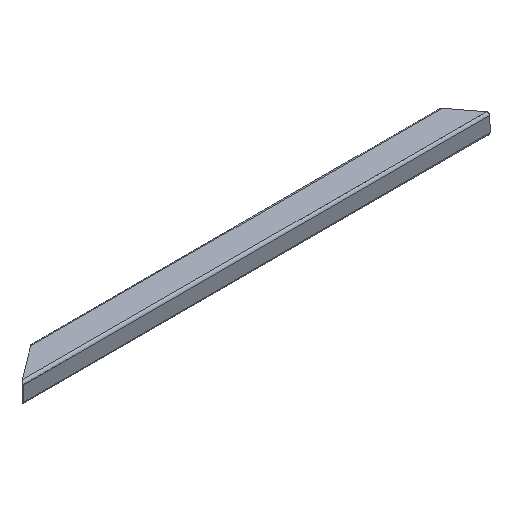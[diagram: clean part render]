
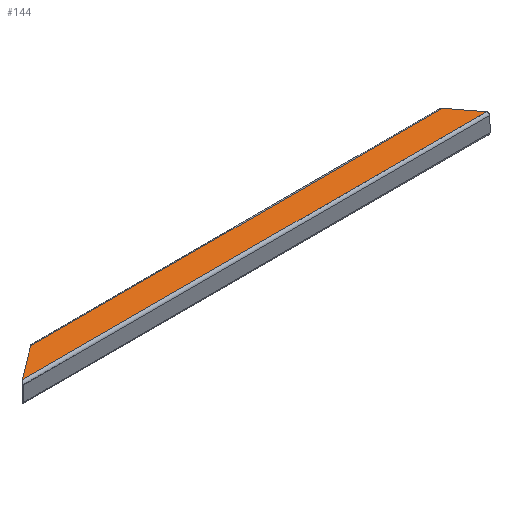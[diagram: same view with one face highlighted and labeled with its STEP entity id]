
A CAD part, isometric view. The second image highlights one B-rep face of the part: STEP entity #144.
In plain terms, the highlighted planar face has unit normal (0, 0, 1).
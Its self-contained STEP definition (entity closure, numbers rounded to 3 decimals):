
#27 = ORIENTED_EDGE ( 'NONE', *, *, #1416, .F. ) ;
#103 = VERTEX_POINT ( 'NONE', #1231 ) ;
#104 = CARTESIAN_POINT ( 'NONE',  ( -779.217, 50., 40. ) ) ;
#110 = PLANE ( 'NONE',  #1173 ) ;
#142 = ORIENTED_EDGE ( 'NONE', *, *, #1418, .F. ) ;
#144 = ADVANCED_FACE ( 'NONE', ( #661 ), #110, .T. ) ;
#186 = VECTOR ( 'NONE', #690, 1000. ) ;
#191 = VECTOR ( 'NONE', #1189, 1000. ) ;
#217 = DIRECTION ( 'NONE',  ( 1., 0., 0. ) ) ;
#262 = DIRECTION ( 'NONE',  ( 0.602, -0.799, 0. ) ) ;
#272 = CARTESIAN_POINT ( 'NONE',  ( -911.921, -50., 40. ) ) ;
#363 = DIRECTION ( 'NONE',  ( 0., 0., 1. ) ) ;
#371 = EDGE_LOOP ( 'NONE', ( #824, #142, #27, #541 ) ) ;
#380 = EDGE_CURVE ( 'NONE', #1236, #103, #859, .T. ) ;
#396 = CARTESIAN_POINT ( 'NONE',  ( 941.808, -60., 40. ) ) ;
#493 = VERTEX_POINT ( 'NONE', #1221 ) ;
#541 = ORIENTED_EDGE ( 'NONE', *, *, #380, .T. ) ;
#560 = CARTESIAN_POINT ( 'NONE',  ( -925.192, 50., 40. ) ) ;
#627 = CARTESIAN_POINT ( 'NONE',  ( -925.192, -50., 40. ) ) ;
#661 = FACE_OUTER_BOUND ( 'NONE', #371, .T. ) ;
#663 = LINE ( 'NONE', #560, #964 ) ;
#680 = CARTESIAN_POINT ( 'NONE',  ( -925.192, -60., 40. ) ) ;
#690 = DIRECTION ( 'NONE',  ( 0.799, 0.602, 0. ) ) ;
#771 = CARTESIAN_POINT ( 'NONE',  ( -925.192, 60., 40. ) ) ;
#776 = LINE ( 'NONE', #680, #186 ) ;
#817 = LINE ( 'NONE', #396, #1335 ) ;
#824 = ORIENTED_EDGE ( 'NONE', *, *, #1164, .F. ) ;
#859 = LINE ( 'NONE', #627, #191 ) ;
#934 = DIRECTION ( 'NONE',  ( 1., 0., 0. ) ) ;
#964 = VECTOR ( 'NONE', #217, 1000. ) ;
#1164 = EDGE_CURVE ( 'NONE', #493, #103, #817, .T. ) ;
#1173 = AXIS2_PLACEMENT_3D ( 'NONE', #771, #363, #934 ) ;
#1189 = DIRECTION ( 'NONE',  ( 1., 0., 0. ) ) ;
#1221 = CARTESIAN_POINT ( 'NONE',  ( 858.917, 50., 40. ) ) ;
#1231 = CARTESIAN_POINT ( 'NONE',  ( 934.273, -50., 40. ) ) ;
#1236 = VERTEX_POINT ( 'NONE', #272 ) ;
#1335 = VECTOR ( 'NONE', #262, 1000. ) ;
#1416 = EDGE_CURVE ( 'NONE', #1236, #1450, #776, .T. ) ;
#1418 = EDGE_CURVE ( 'NONE', #1450, #493, #663, .T. ) ;
#1450 = VERTEX_POINT ( 'NONE', #104 ) ;
